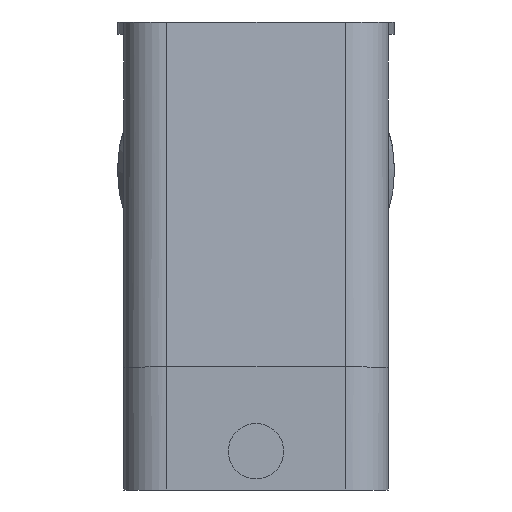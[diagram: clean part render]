
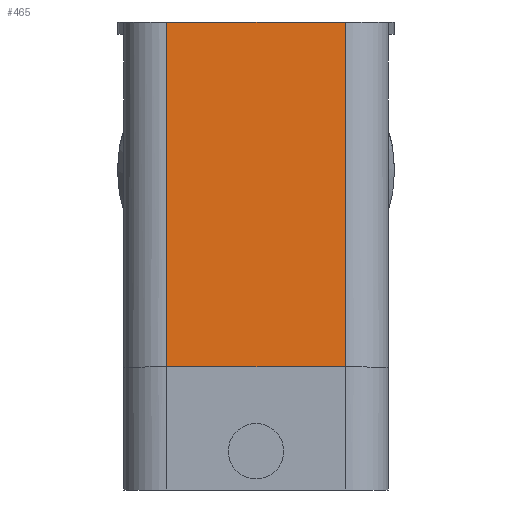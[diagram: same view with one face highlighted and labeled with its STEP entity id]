
A CAD part, left-side view. The second image highlights one B-rep face of the part: STEP entity #465.
In plain terms, the highlighted planar face has unit normal (-0.999, 0, 0.052).
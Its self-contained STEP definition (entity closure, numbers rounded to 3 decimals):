
#465 = ADVANCED_FACE( '', ( #987 ), #988, .T. );
#987 = FACE_OUTER_BOUND( '', #1548, .T. );
#988 = PLANE( '', #1549 );
#1548 = EDGE_LOOP( '', ( #2948, #2949, #2950, #2951 ) );
#1549 = AXIS2_PLACEMENT_3D( '', #2952, #2953, #2954 );
#2948 = ORIENTED_EDGE( '', *, *, #3372, .T. );
#2949 = ORIENTED_EDGE( '', *, *, #3427, .F. );
#2950 = ORIENTED_EDGE( '', *, *, #3764, .F. );
#2951 = ORIENTED_EDGE( '', *, *, #3818, .T. );
#2952 = CARTESIAN_POINT( '', ( -46.65, -21.5, 20. ) );
#2953 = DIRECTION( '', ( -0.999, 0., 0.052 ) );
#2954 = DIRECTION( '', ( 0.052, 0., 0.999 ) );
#3372 = EDGE_CURVE( '', #4037, #4035, #4038, .T. );
#3427 = EDGE_CURVE( '', #4128, #4035, #4130, .T. );
#3764 = EDGE_CURVE( '', #4620, #4128, #4622, .T. );
#3818 = EDGE_CURVE( '', #4620, #4037, #4685, .T. );
#4035 = VERTEX_POINT( '', #5015 );
#4037 = VERTEX_POINT( '', #5017 );
#4038 = LINE( '', #5018, #5019 );
#4128 = VERTEX_POINT( '', #5158 );
#4130 = LINE( '', #5160, #5161 );
#4620 = VERTEX_POINT( '', #6011 );
#4622 = LINE( '', #6013, #6014 );
#4685 = LINE( '', #6123, #6124 );
#5015 = CARTESIAN_POINT( '', ( -43.75, -14.5, 76. ) );
#5017 = CARTESIAN_POINT( '', ( -46.65, -14.5, 20. ) );
#5018 = CARTESIAN_POINT( '', ( -43.75, -14.5, 76. ) );
#5019 = VECTOR( '', #6290, 1000. );
#5158 = CARTESIAN_POINT( '', ( -43.75, 14.5, 76. ) );
#5160 = CARTESIAN_POINT( '', ( -43.75, 0., 76. ) );
#5161 = VECTOR( '', #6363, 1000. );
#6011 = CARTESIAN_POINT( '', ( -46.65, 14.5, 20. ) );
#6013 = CARTESIAN_POINT( '', ( -43.75, 14.5, 76. ) );
#6014 = VECTOR( '', #6667, 1000. );
#6123 = CARTESIAN_POINT( '', ( -46.65, 0., 20. ) );
#6124 = VECTOR( '', #6708, 1000. );
#6290 = DIRECTION( '', ( 0.052, 0., 0.999 ) );
#6363 = DIRECTION( '', ( 0., -1., 0. ) );
#6667 = DIRECTION( '', ( 0.052, 0., 0.999 ) );
#6708 = DIRECTION( '', ( 0., -1., 0. ) );
